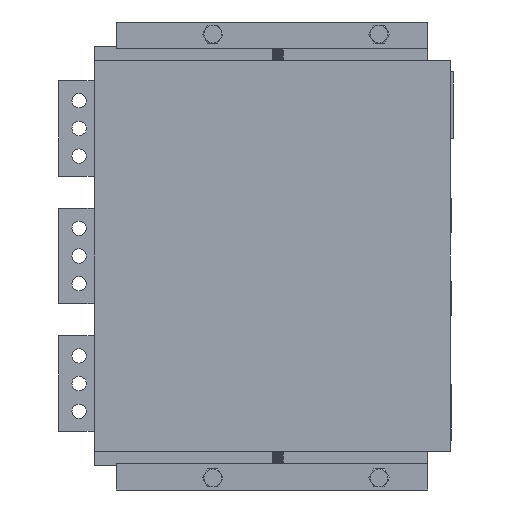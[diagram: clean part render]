
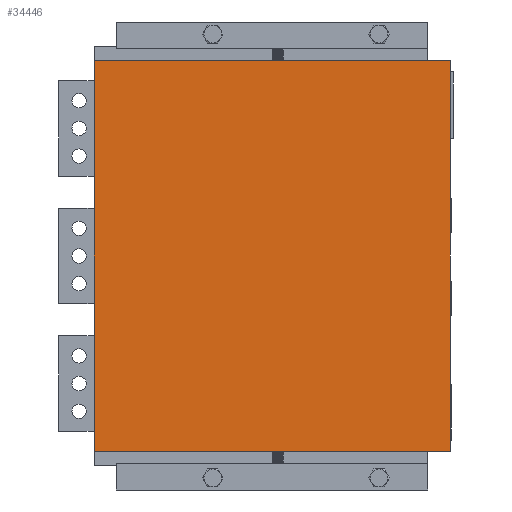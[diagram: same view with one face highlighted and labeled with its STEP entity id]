
A CAD part, front view. The second image highlights one B-rep face of the part: STEP entity #34446.
In plain terms, the highlighted planar face has unit normal (0, -1, 0).
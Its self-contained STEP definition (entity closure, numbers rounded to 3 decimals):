
#2425 = CARTESIAN_POINT ( 'NONE',  ( 321., -183.5, -176. ) ) ;
#4973 = FACE_OUTER_BOUND ( 'NONE', #22245, .T. ) ;
#9272 = VECTOR ( 'NONE', #13526, 1000. ) ;
#9691 = CARTESIAN_POINT ( 'NONE',  ( 321., -183.5, 176. ) ) ;
#10038 = PLANE ( 'NONE',  #16211 ) ;
#10679 = LINE ( 'NONE', #10783, #24235 ) ;
#10783 = CARTESIAN_POINT ( 'NONE',  ( 321., -183.5, 176. ) ) ;
#12099 = DIRECTION ( 'NONE',  ( 0., 0., -1. ) ) ;
#13418 = DIRECTION ( 'NONE',  ( -1., 0., 0. ) ) ;
#13526 = DIRECTION ( 'NONE',  ( -1., 0., 0. ) ) ;
#15118 = EDGE_CURVE ( 'NONE', #16310, #32350, #17552, .T. ) ;
#15479 = ORIENTED_EDGE ( 'NONE', *, *, #15118, .T. ) ;
#15792 = VERTEX_POINT ( 'NONE', #31288 ) ;
#16211 = AXIS2_PLACEMENT_3D ( 'NONE', #18233, #23420, #34481 ) ;
#16310 = VERTEX_POINT ( 'NONE', #18265 ) ;
#16719 = VERTEX_POINT ( 'NONE', #9691 ) ;
#16869 = EDGE_CURVE ( 'NONE', #16719, #16310, #10679, .T. ) ;
#16897 = ORIENTED_EDGE ( 'NONE', *, *, #31905, .F. ) ;
#17552 = LINE ( 'NONE', #28193, #20945 ) ;
#18233 = CARTESIAN_POINT ( 'NONE',  ( 281., -183.5, -189. ) ) ;
#18265 = CARTESIAN_POINT ( 'NONE',  ( 0., -183.5, 176. ) ) ;
#20335 = CARTESIAN_POINT ( 'NONE',  ( 321., -183.5, -176. ) ) ;
#20945 = VECTOR ( 'NONE', #12099, 1000. ) ;
#22245 = EDGE_LOOP ( 'NONE', ( #15479, #16897, #24618, #23102 ) ) ;
#23102 = ORIENTED_EDGE ( 'NONE', *, *, #16869, .T. ) ;
#23292 = DIRECTION ( 'NONE',  ( 0., 0., -1. ) ) ;
#23420 = DIRECTION ( 'NONE',  ( 0., 1., 0. ) ) ;
#23668 = CARTESIAN_POINT ( 'NONE',  ( 0., -183.5, -176. ) ) ;
#23690 = LINE ( 'NONE', #20335, #29191 ) ;
#24235 = VECTOR ( 'NONE', #13418, 1000. ) ;
#24618 = ORIENTED_EDGE ( 'NONE', *, *, #24726, .F. ) ;
#24726 = EDGE_CURVE ( 'NONE', #16719, #15792, #23690, .T. ) ;
#28193 = CARTESIAN_POINT ( 'NONE',  ( 0., -183.5, -189. ) ) ;
#28766 = LINE ( 'NONE', #2425, #9272 ) ;
#29191 = VECTOR ( 'NONE', #23292, 1000. ) ;
#31288 = CARTESIAN_POINT ( 'NONE',  ( 321., -183.5, -176. ) ) ;
#31905 = EDGE_CURVE ( 'NONE', #15792, #32350, #28766, .T. ) ;
#32350 = VERTEX_POINT ( 'NONE', #23668 ) ;
#34446 = ADVANCED_FACE ( 'NONE', ( #4973 ), #10038, .F. ) ;
#34481 = DIRECTION ( 'NONE',  ( 0., 0., 1. ) ) ;
